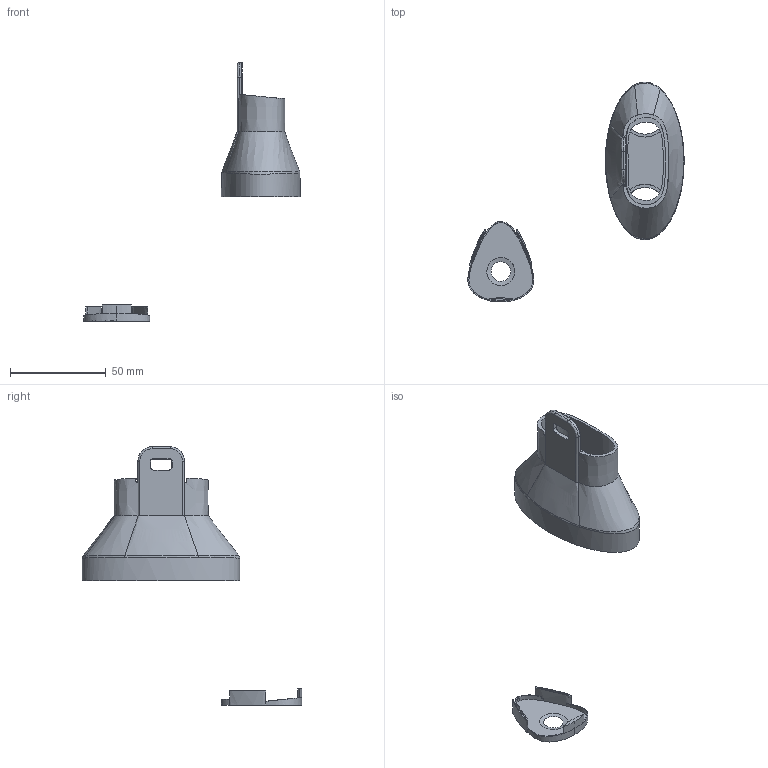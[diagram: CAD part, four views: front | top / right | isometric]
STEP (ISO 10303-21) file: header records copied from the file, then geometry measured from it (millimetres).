
FILE_DESCRIPTION(/* description */ (''),/* implementation_level */ '2;1');
FILE_NAME(/* name */ 'Canadian_glen_dual.stp',/* time_stamp */ '2020-04-13T20:28:45-04:00',/* author */ (''),/* organization */ (''),/* preprocessor_version */ 'ST-DEVELOPER v15.2',/* originating_system */ 'Autodesk Translator Framework v2.0.0.5431',/* authorisation */ '');
FILE_SCHEMA (('AUTOMOTIVE_DESIGN { 1 0 10303 214 3 1 1 }'));
Length unit declared in the file: centimetre
Products named in the file (1): Canadian_glen_dual
Bounding box: 112.67 x 114.38 x 134.7 mm (x, y, z)
Volume: 26787.1 mm3; surface area: 32556.7 mm2
Topology: 3 solids, 3 shells, 202 faces, 571 edges, 383 vertices
Faces by surface type: bspline 105, plane 73, cylinder 18, cone 4, torus 2
Full cylindrical faces by diameter (mm): 22.276 x1, 25.276 x1
Entity records: 12862 total; most frequent: CARTESIAN_POINT 8755, ORIENTED_EDGE 1118, EDGE_CURVE 559, B_SPLINE_CURVE_WITH_KNOTS 402, DIRECTION 394, VERTEX_POINT 379, EDGE_LOOP 228, ADVANCED_FACE 202
